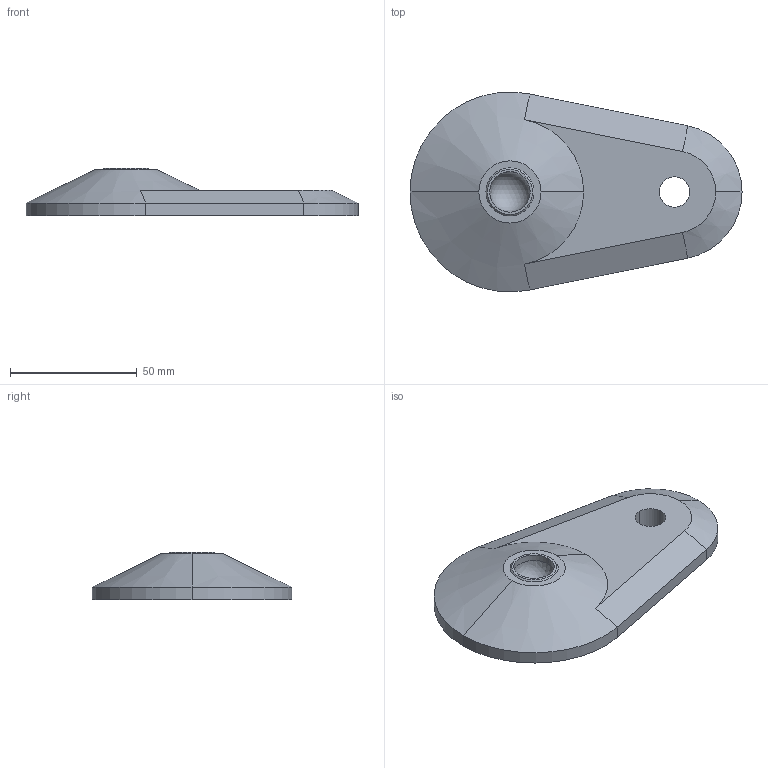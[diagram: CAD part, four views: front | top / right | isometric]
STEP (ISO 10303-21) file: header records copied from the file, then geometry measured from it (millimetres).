
FILE_DESCRIPTION(('STEP AP214'),'1');
FILE_NAME('cctmp_A658EF78-FE5A-4D7C-820B-C52F36BEB116_2020_1_15_8_58_55_915..stp','2020-01-15T07:58:56',('Bosch Rexroth AG'),('CADClick - www.CADClick.com'),'Spatial InterOp 3D',' ','unknown authorization - (Healing Option Enabled)');
FILE_SCHEMA(('AUTOMOTIVE_DESIGN'));
Length unit declared in the file: millimetre
Products named in the file (1): 2020_01_15__08-58-55-915
Bounding box: 131.2 x 78.94 x 18.7 mm (x, y, z)
Volume: 80219.5 mm3; surface area: 18710.9 mm2
Topology: 1 solids, 1 shells, 23 faces, 57 edges, 36 vertices
Faces by surface type: cylinder 8, plane 8, cone 6, sphere 1
Entity records: 895 total; most frequent: DIRECTION 133, CARTESIAN_POINT 115, ORIENTED_EDGE 110, EDGE_CURVE 55, AXIS2_PLACEMENT_3D 54, VERTEX_POINT 36, CIRCLE 30, EDGE_LOOP 27
